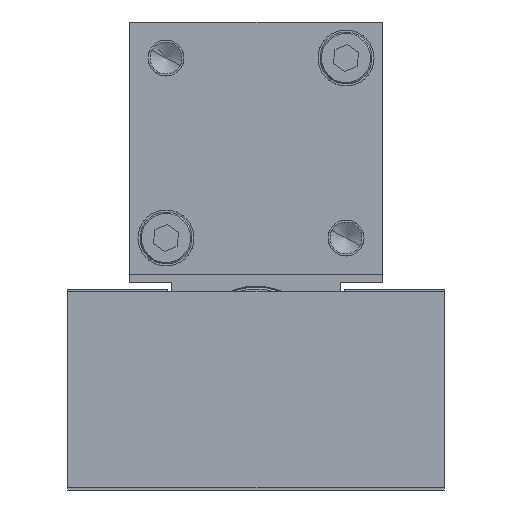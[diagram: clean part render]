
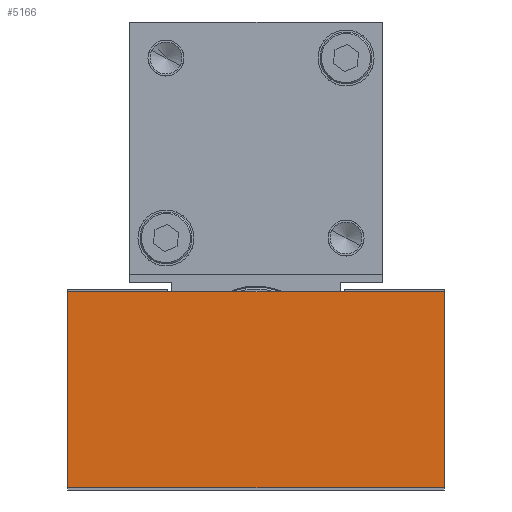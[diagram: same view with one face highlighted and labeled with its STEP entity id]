
A CAD part, left-side view. The second image highlights one B-rep face of the part: STEP entity #5166.
In plain terms, the highlighted planar face has unit normal (-1, 0, 0).
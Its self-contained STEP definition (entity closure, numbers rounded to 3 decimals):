
#5059=CARTESIAN_POINT('Line Origine',(-53.398,-338.285,-722.118)) ;
#5063=CARTESIAN_POINT('Vertex',(-53.398,-291.285,-722.118)) ;
#5065=CARTESIAN_POINT('Vertex',(-53.398,-385.285,-722.118)) ;
#5097=CARTESIAN_POINT('Line Origine',(-53.398,-338.285,-771.118)) ;
#5101=CARTESIAN_POINT('Vertex',(-53.398,-385.285,-771.118)) ;
#5103=CARTESIAN_POINT('Vertex',(-53.398,-291.285,-771.118)) ;
#5145=CARTESIAN_POINT('Axis2P3D Location',(-53.398,-385.285,-771.118)) ;
#5150=CARTESIAN_POINT('Line Origine',(-53.398,-385.285,-746.618)) ;
#5155=CARTESIAN_POINT('Line Origine',(-53.398,-291.285,-746.618)) ;
#5060=DIRECTION('Vector Direction',(0.,-1.,0.)) ;
#5098=DIRECTION('Vector Direction',(0.,1.,0.)) ;
#5146=DIRECTION('Axis2P3D Direction',(1.,0.,0.)) ;
#5147=DIRECTION('Axis2P3D XDirection',(0.,1.,0.)) ;
#5151=DIRECTION('Vector Direction',(0.,0.,-1.)) ;
#5156=DIRECTION('Vector Direction',(0.,0.,1.)) ;
#5148=AXIS2_PLACEMENT_3D('Plane Axis2P3D',#5145,#5146,#5147) ;
#5161=ORIENTED_EDGE('',*,*,#5105,.F.) ;
#5162=ORIENTED_EDGE('',*,*,#5154,.F.) ;
#5163=ORIENTED_EDGE('',*,*,#5067,.F.) ;
#5164=ORIENTED_EDGE('',*,*,#5159,.F.) ;
#5061=VECTOR('Line Direction',#5060,1.) ;
#5099=VECTOR('Line Direction',#5098,1.) ;
#5152=VECTOR('Line Direction',#5151,1.) ;
#5157=VECTOR('Line Direction',#5156,1.) ;
#5166=ADVANCED_FACE('PB_RC-03-50_3.1\\PartBody',(#5165),#5149,.F.) ;
#5067=EDGE_CURVE('',#5064,#5066,#5062,.T.) ;
#5105=EDGE_CURVE('',#5102,#5104,#5100,.T.) ;
#5154=EDGE_CURVE('',#5066,#5102,#5153,.T.) ;
#5159=EDGE_CURVE('',#5104,#5064,#5158,.T.) ;
#5160=EDGE_LOOP('',(#5161,#5162,#5163,#5164)) ;
#5165=FACE_OUTER_BOUND('',#5160,.T.) ;
#5062=LINE('Line',#5059,#5061) ;
#5100=LINE('Line',#5097,#5099) ;
#5153=LINE('Line',#5150,#5152) ;
#5158=LINE('Line',#5155,#5157) ;
#5149=PLANE('Plane',#5148) ;
#5064=VERTEX_POINT('',#5063) ;
#5066=VERTEX_POINT('',#5065) ;
#5102=VERTEX_POINT('',#5101) ;
#5104=VERTEX_POINT('',#5103) ;
